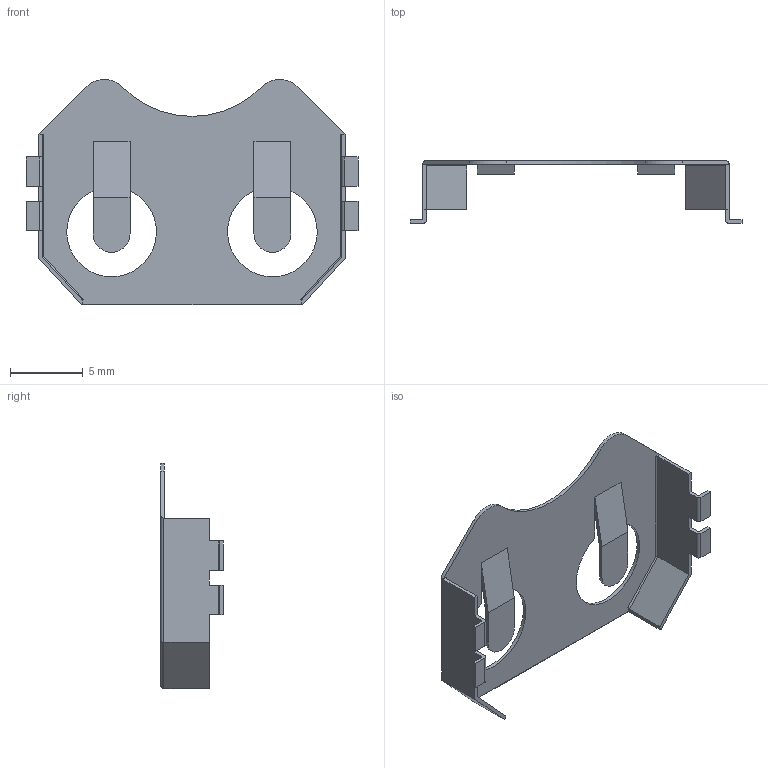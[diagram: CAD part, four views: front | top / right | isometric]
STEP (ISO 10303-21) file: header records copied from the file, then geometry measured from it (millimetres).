
FILE_DESCRIPTION(('STEP AP214'),'1');
FILE_NAME('BAT-HLD-001.stp','2023-05-01T19:55:10',(' '),(' '),'Spatial InterOp 3D',' ',' ');
FILE_SCHEMA(('AUTOMOTIVE_DESIGN { 1 0 10303 214 1 1 1 1 }'));
Length unit declared in the file: millimetre
Products named in the file (1): BAT-HLD-001
Bounding box: 22.86 x 4.32 x 15.49 mm (x, y, z)
Volume: 83.2 mm3; surface area: 715.9 mm2
Topology: 1 solids, 1 shells, 133 faces, 354 edges, 232 vertices
Faces by surface type: plane 98, cylinder 35
Full cylindrical faces by diameter (mm): 0.215 x1, 0.266 x1, 0.296 x1, 0.335 x1, 0.417 x1
Entity records: 5153 total; most frequent: CARTESIAN_POINT 739, ORIENTED_EDGE 698, DIRECTION 667, EDGE_CURVE 349, LINE 283, VECTOR 283, VERTEX_POINT 232, AXIS2_PLACEMENT_3D 192
